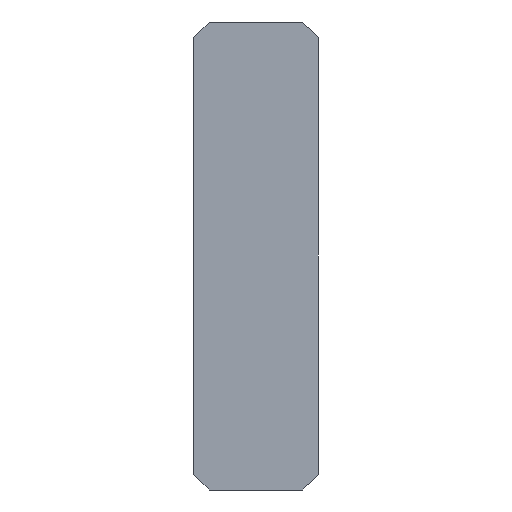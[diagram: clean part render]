
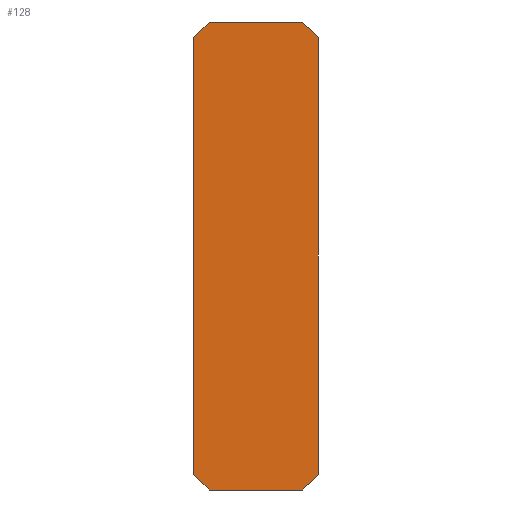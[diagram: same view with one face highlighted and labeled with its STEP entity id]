
A CAD part, left-side view. The second image highlights one B-rep face of the part: STEP entity #128.
In plain terms, the highlighted planar face has unit normal (-1, 0, 0).
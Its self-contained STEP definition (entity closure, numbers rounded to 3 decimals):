
#128=ADVANCED_FACE('',(#150),#141,.T.);
#141=PLANE('',#345);
#150=FACE_OUTER_BOUND('',#162,.T.);
#162=EDGE_LOOP('',(#190,#191,#192,#193,#194,#195,#196,#197));
#190=ORIENTED_EDGE('',*,*,#270,.T.);
#191=ORIENTED_EDGE('',*,*,#272,.T.);
#192=ORIENTED_EDGE('',*,*,#261,.T.);
#193=ORIENTED_EDGE('',*,*,#273,.T.);
#194=ORIENTED_EDGE('',*,*,#274,.F.);
#195=ORIENTED_EDGE('',*,*,#275,.T.);
#196=ORIENTED_EDGE('',*,*,#276,.T.);
#197=ORIENTED_EDGE('',*,*,#277,.T.);
#239=VERTEX_POINT('',#425);
#240=VERTEX_POINT('',#426);
#248=VERTEX_POINT('',#443);
#249=VERTEX_POINT('',#445);
#250=VERTEX_POINT('',#450);
#251=VERTEX_POINT('',#452);
#252=VERTEX_POINT('',#454);
#253=VERTEX_POINT('',#456);
#261=EDGE_CURVE('',#239,#240,#291,.T.);
#270=EDGE_CURVE('',#249,#248,#297,.T.);
#272=EDGE_CURVE('',#248,#239,#299,.T.);
#273=EDGE_CURVE('',#240,#250,#300,.T.);
#274=EDGE_CURVE('',#251,#250,#301,.T.);
#275=EDGE_CURVE('',#251,#252,#302,.T.);
#276=EDGE_CURVE('',#252,#253,#303,.T.);
#277=EDGE_CURVE('',#253,#249,#304,.T.);
#291=LINE('',#424,#315);
#297=LINE('',#444,#321);
#299=LINE('',#448,#323);
#300=LINE('',#449,#324);
#301=LINE('',#451,#325);
#302=LINE('',#453,#326);
#303=LINE('',#455,#327);
#304=LINE('',#457,#328);
#315=VECTOR('',#361,1.);
#321=VECTOR('',#375,1.);
#323=VECTOR('',#379,1.);
#324=VECTOR('',#380,1.);
#325=VECTOR('',#381,1.);
#326=VECTOR('',#382,1.);
#327=VECTOR('',#383,1.);
#328=VECTOR('',#384,1.);
#345=AXIS2_PLACEMENT_3D('',#458,#385,#386);
#361=DIRECTION('',(0.,1.,0.));
#375=DIRECTION('',(0.,0.,1.));
#379=DIRECTION('',(0.,0.707,0.707));
#380=DIRECTION('',(0.,0.707,-0.707));
#381=DIRECTION('',(0.,0.,1.));
#382=DIRECTION('',(0.,-0.707,-0.707));
#383=DIRECTION('',(0.,-1.,0.));
#384=DIRECTION('',(0.,-0.707,0.707));
#385=DIRECTION('',(-1.,0.,0.));
#386=DIRECTION('',(0.,0.,1.));
#424=CARTESIAN_POINT('',(-25.,2.,7.5));
#425=CARTESIAN_POINT('',(-25.,0.5,7.5));
#426=CARTESIAN_POINT('',(-25.,3.5,7.5));
#443=CARTESIAN_POINT('',(-25.,0.,7.));
#444=CARTESIAN_POINT('',(-25.,0.,-7.5));
#445=CARTESIAN_POINT('',(-25.,0.,-7.));
#448=CARTESIAN_POINT('',(-25.,-6.25,0.75));
#449=CARTESIAN_POINT('',(-25.,10.25,0.75));
#450=CARTESIAN_POINT('',(-25.,4.,7.));
#451=CARTESIAN_POINT('',(-25.,4.,-7.5));
#452=CARTESIAN_POINT('',(-25.,4.,-7.));
#453=CARTESIAN_POINT('',(-25.,2.75,-8.25));
#454=CARTESIAN_POINT('',(-25.,3.5,-7.5));
#455=CARTESIAN_POINT('',(-25.,2.,-7.5));
#456=CARTESIAN_POINT('',(-25.,0.5,-7.5));
#457=CARTESIAN_POINT('',(-25.,1.25,-8.25));
#458=CARTESIAN_POINT('',(-25.,2.,-7.5));
